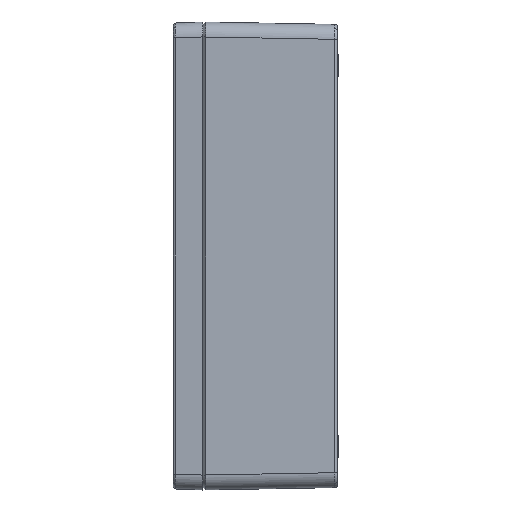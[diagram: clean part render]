
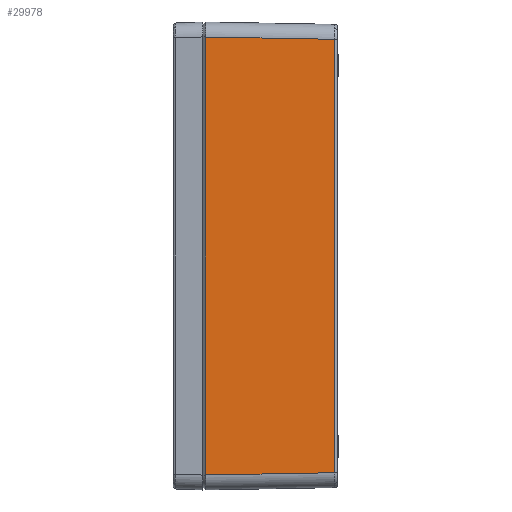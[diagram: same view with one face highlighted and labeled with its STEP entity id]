
A CAD part, left-side view. The second image highlights one B-rep face of the part: STEP entity #29978.
In plain terms, the highlighted planar face has unit normal (-1, -0.018, 0).
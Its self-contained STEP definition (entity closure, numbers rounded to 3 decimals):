
#9727 = ORIENTED_EDGE ( 'NONE', *, *, #13929, .T. ) ;
#9730 = ORIENTED_EDGE ( 'NONE', *, *, #13925, .T. ) ;
#9732 = ORIENTED_EDGE ( 'NONE', *, *, #13928, .T. ) ;
#9734 = ORIENTED_EDGE ( 'NONE', *, *, #13930, .T. ) ;
#11699 = CARTESIAN_POINT ( 'NONE',  ( -201.968, -1.787, 146.47 ) ) ;
#11700 = CARTESIAN_POINT ( 'NONE',  ( -201.968, -1.787, -146.47 ) ) ;
#11701 = CARTESIAN_POINT ( 'NONE',  ( -200.435, -88.036, -144.936 ) ) ;
#13925 = EDGE_CURVE ( 'NONE', #67279, #63989, #24390, .T. ) ;
#13928 = EDGE_CURVE ( 'NONE', #63993, #67279, #24391, .T. ) ;
#13929 = EDGE_CURVE ( 'NONE', #63991, #63993, #24392, .T. ) ;
#13930 = EDGE_CURVE ( 'NONE', #63989, #63991, #24393, .T. ) ;
#15781 = CARTESIAN_POINT ( 'NONE',  ( -200.435, -88.036, 144.936 ) ) ;
#22193 = VECTOR ( 'NONE', #59507, 1000. ) ;
#22194 = VECTOR ( 'NONE', #59543, 1000. ) ;
#22195 = VECTOR ( 'NONE', #59547, 1000. ) ;
#22196 = VECTOR ( 'NONE', #59551, 1000. ) ;
#24390 = LINE ( 'NONE', #59505, #22193 ) ;
#24391 = LINE ( 'NONE', #59541, #22194 ) ;
#24392 = LINE ( 'NONE', #59546, #22195 ) ;
#24393 = LINE ( 'NONE', #59550, #22196 ) ;
#29978 = ADVANCED_FACE ( 'NONE', ( #43106 ), #47865, .T. ) ;
#43106 = FACE_OUTER_BOUND ( 'NONE', #56165, .T. ) ;
#45330 = AXIS2_PLACEMENT_3D ( 'NONE', #47866, #47867, #47868 ) ;
#47865 = PLANE ( 'NONE',  #45330 ) ;
#47866 = CARTESIAN_POINT ( 'NONE',  ( -202., 0., -156.5 ) ) ;
#47867 = DIRECTION ( 'NONE',  ( -1., -0.018, 0. ) ) ;
#47868 = DIRECTION ( 'NONE',  ( 0.018, -1., 0. ) ) ;
#56165 = EDGE_LOOP ( 'NONE', ( #9727, #9732, #9730, #9734 ) ) ;
#59505 = CARTESIAN_POINT ( 'NONE',  ( -201.904, -5.384, 146.406 ) ) ;
#59507 = DIRECTION ( 'NONE',  ( -0.018, 1., 0.018 ) ) ;
#59541 = CARTESIAN_POINT ( 'NONE',  ( -200.435, -88.036, 144.901 ) ) ;
#59543 = DIRECTION ( 'NONE',  ( 0., 0., 1. ) ) ;
#59546 = CARTESIAN_POINT ( 'NONE',  ( -202.003, 0.178, -146.505 ) ) ;
#59547 = DIRECTION ( 'NONE',  ( 0.018, -1., 0.018 ) ) ;
#59550 = CARTESIAN_POINT ( 'NONE',  ( -201.968, -1.787, -156.5 ) ) ;
#59551 = DIRECTION ( 'NONE',  ( 0., 0., -1. ) ) ;
#63989 = VERTEX_POINT ( 'NONE', #11699 ) ;
#63991 = VERTEX_POINT ( 'NONE', #11700 ) ;
#63993 = VERTEX_POINT ( 'NONE', #11701 ) ;
#67279 = VERTEX_POINT ( 'NONE', #15781 ) ;
